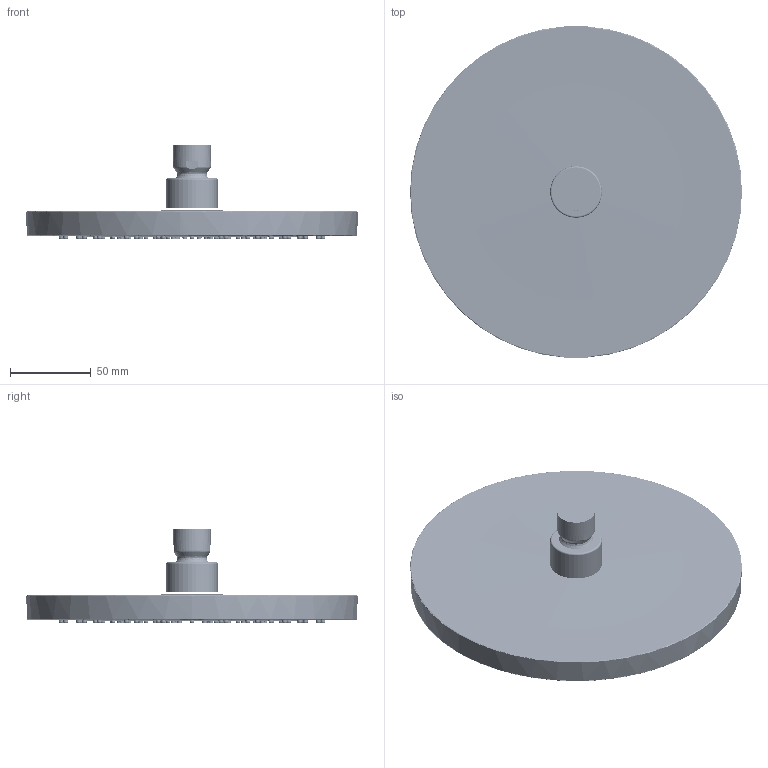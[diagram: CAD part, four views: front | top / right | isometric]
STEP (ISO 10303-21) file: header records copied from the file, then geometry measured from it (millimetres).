
FILE_DESCRIPTION((''),'2;1');
FILE_NAME('ZSOF115CR','2021-11-22T16:52:34',('ut3'),('PAFFONI SpA'),'CREO PARAMETRIC BY PTC INC, 2020044','CREO PARAMETRIC BY PTC INC, 2020044','');
FILE_SCHEMA(('CONFIG_CONTROL_DESIGN','SHAPE_APPEARANCE_LAYERS_GROUPS'));
Products named in the file (1): ZSOF115CR
Bounding box: 205.49 x 205.06 x 58.38 mm (x, y, z)
Volume: 241709.2 mm3; surface area: 253018.3 mm2
Topology: 2 solids, 2 shells, 3183 faces, 7424 edges, 4675 vertices
Faces by surface type: torus 1082, cone 936, plane 398, cylinder 325, bspline 266, sphere 125, extrusion 51
Entity records: 179674 total; most frequent: CARTESIAN_POINT 83607, DIRECTION 16218, ORIENTED_EDGE 14806, EDGE_CURVE 7403, AXIS2_PLACEMENT_3D 7384, VERTEX_POINT 4675, CIRCLE 4518, EDGE_LOOP 3894
